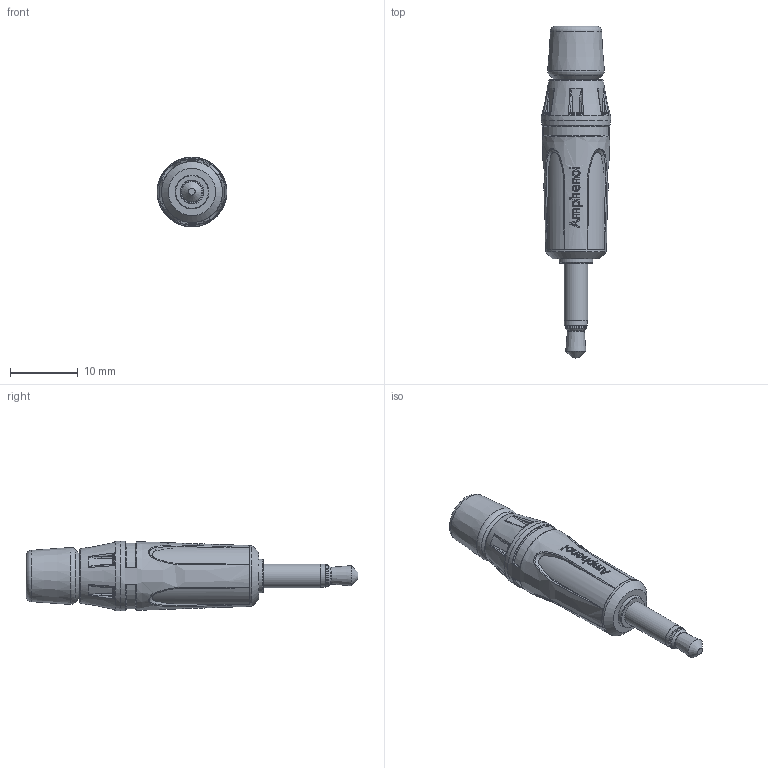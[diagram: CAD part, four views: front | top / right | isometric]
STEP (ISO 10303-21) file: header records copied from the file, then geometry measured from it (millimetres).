
FILE_DESCRIPTION(/* description */ (''),/* implementation_level */ '2;1');
FILE_NAME(/* name */ 'KM2PB.stp',/* time_stamp */ '2019-08-26T14:25:53+10:00',/* author */ ('minh'),/* organization */ (''),/* preprocessor_version */ 'ST-DEVELOPER v16.1',/* originating_system */ 'Autodesk Inventor 2016',/* authorisation */ '');
FILE_SCHEMA (('AUTOMOTIVE_DESIGN { 1 0 10303 214 3 1 1 }'));
Length unit declared in the file: inch
Products named in the file (1): KM2PB_Shrinkwrap_1
Bounding box: 10.3 x 49 x 10.3 mm (x, y, z)
Surface area: 1463.9 mm2 (no closed solid volume)
Topology: 0 solids, 34 shells, 221 faces, 950 edges, 736 vertices
Faces by surface type: bspline 63, cone 49, cylinder 42, plane 37, torus 18, sphere 12
Full cylindrical faces by diameter (mm): 2.4 x1, 3.2 x1, 3.4 x1, 3.5 x1, 5 x1, 5.7 x1, 6.4 x1, 9 x1
Entity records: 13260 total; most frequent: CARTESIAN_POINT 6609, ORIENTED_EDGE 1255, DIRECTION 1037, EDGE_CURVE 878, VERTEX_POINT 707, AXIS2_PLACEMENT_3D 443, B_SPLINE_CURVE_WITH_KNOTS 416, EDGE_LOOP 279
